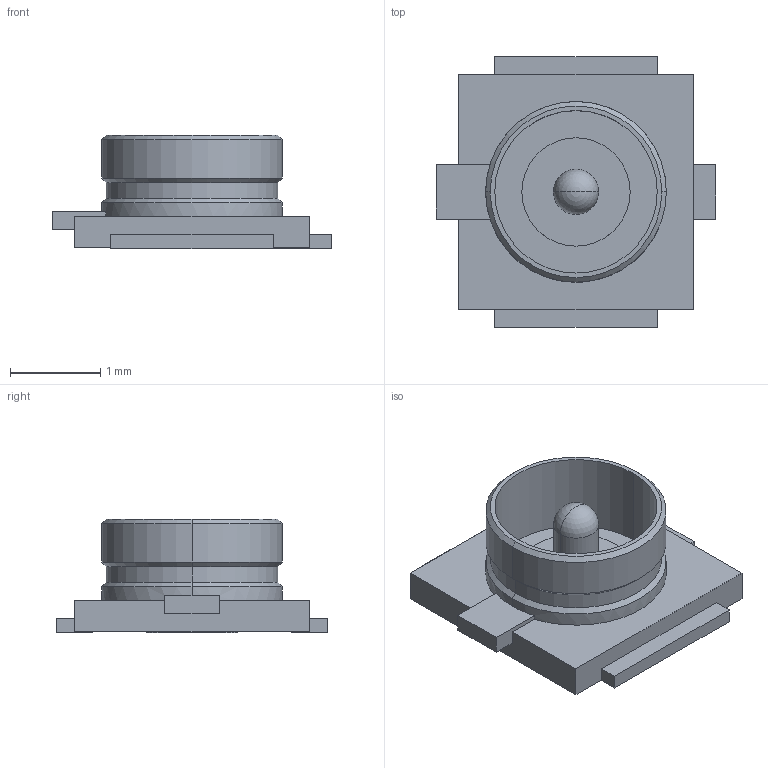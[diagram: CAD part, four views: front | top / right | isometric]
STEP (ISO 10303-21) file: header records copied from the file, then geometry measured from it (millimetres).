
FILE_DESCRIPTION (( 'STEP AP214' ), '1' );
FILE_NAME ('IPX×ù.STEP', '2022-04-08T09:25:41', ( '' ), ( '' ), 'SwSTEP 2.0', 'SolidWorks 2020', '' );
FILE_SCHEMA (( 'AUTOMOTIVE_DESIGN' ));
Length unit declared in the file: millimetre
Products named in the file (1): IPX座
Bounding box: 3.1 x 3 x 1.26 mm (x, y, z)
Surface area: 32.3 mm2 (no closed solid volume)
Topology: 0 solids, 7 shells, 68 faces, 272 edges, 209 vertices
Faces by surface type: plane 42, cylinder 16, cone 6, sphere 2, torus 2
Entity records: 3909 total; most frequent: CARTESIAN_POINT 938, DIRECTION 424, ORIENTED_EDGE 416, EDGE_CURVE 269, VERTEX_POINT 208, LINE 196, VECTOR 196, AXIS2_PLACEMENT_3D 114
